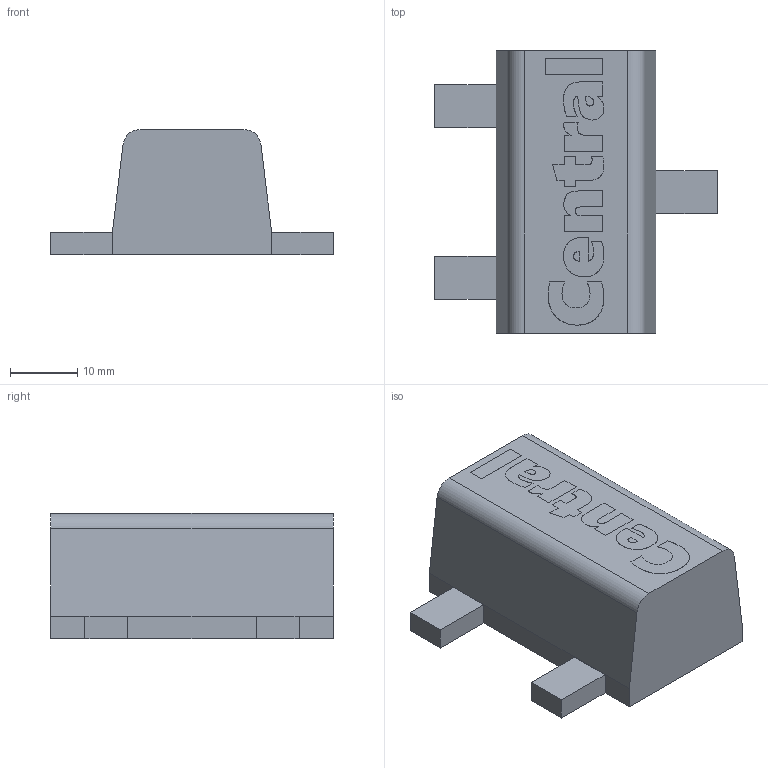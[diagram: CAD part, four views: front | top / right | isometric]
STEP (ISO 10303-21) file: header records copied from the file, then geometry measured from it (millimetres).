
FILE_DESCRIPTION(/* description */ (''),/* implementation_level */ '2;1');
FILE_NAME(/* name */ 'STP00010.step',/* time_stamp */ '2024-06-27T13:40:18-04:00',/* author */ (''),/* organization */ (''),/* preprocessor_version */ 'ST-DEVELOPER v20',/* originating_system */ 'Autodesk Translation Framework v12.14.0.127',/* authorisation */ '');
FILE_SCHEMA (('AUTOMOTIVE_DESIGN { 1 0 10303 214 3 1 1 }'));
Length unit declared in the file: millimetre
Products named in the file (1): STP00010
Bounding box: 41.91 x 41.91 x 18.54 mm (x, y, z)
Volume: 17650 mm3; surface area: 4789 mm2
Topology: 4 solids, 4 shells, 148 faces, 393 edges, 262 vertices
Faces by surface type: plane 81, bspline 65, cylinder 2
Entity records: 5209 total; most frequent: CARTESIAN_POINT 1909, ORIENTED_EDGE 786, DIRECTION 435, EDGE_CURVE 393, VERTEX_POINT 262, LINE 259, VECTOR 259, EDGE_LOOP 157
